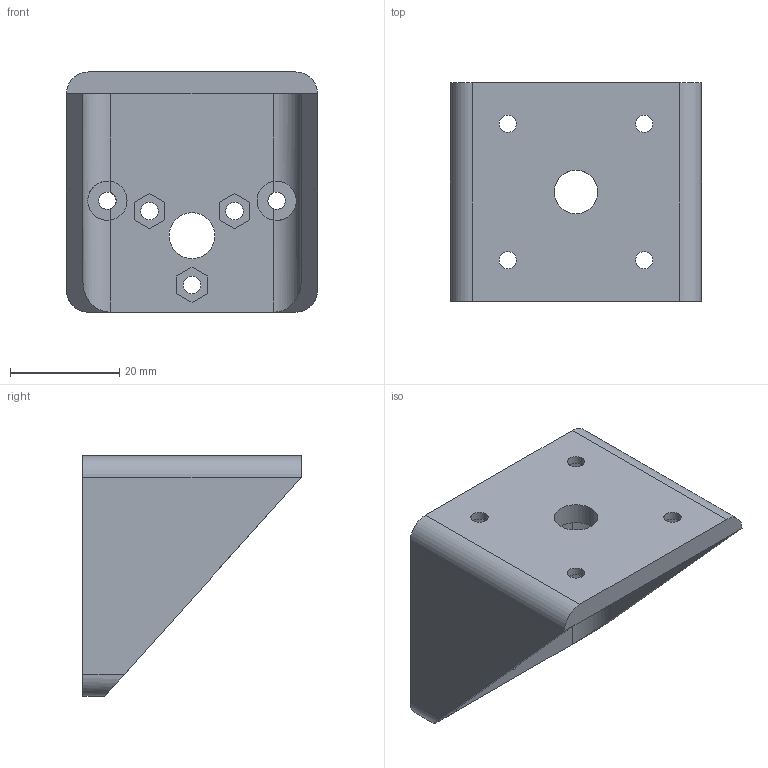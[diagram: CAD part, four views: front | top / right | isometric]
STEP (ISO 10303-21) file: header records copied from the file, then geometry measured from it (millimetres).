
FILE_DESCRIPTION(('FreeCAD Model'),'2;1');
FILE_NAME('Equerre-Fixation-Moteur.step','2015-08-28T19:09:35',('Author'),('') ,'Open CASCADE STEP processor 6.8','FreeCAD','Unknown');
FILE_SCHEMA(('AUTOMOTIVE_DESIGN_CC2 { 1 2 10303 214 -1 1 5 4 }'));
Length unit declared in the file: millimetre
Products named in the file (1): Pocket008
Bounding box: 46 x 40 x 44 mm (x, y, z)
Volume: 17983.1 mm3; surface area: 11206.3 mm2
Topology: 1 solids, 1 shells, 99 faces, 258 edges, 168 vertices
Faces by surface type: plane 79, cylinder 20
Full cylindrical faces by diameter (mm): 3.2 x9, 8 x1, 8.4 x1
Entity records: 6937 total; most frequent: CARTESIAN_POINT 1642, DIRECTION 984, LINE 663, VECTOR 663, ORIENTED_EDGE 516, PCURVE 516, DEFINITIONAL_REPRESENTATION 516, EDGE_CURVE 258
